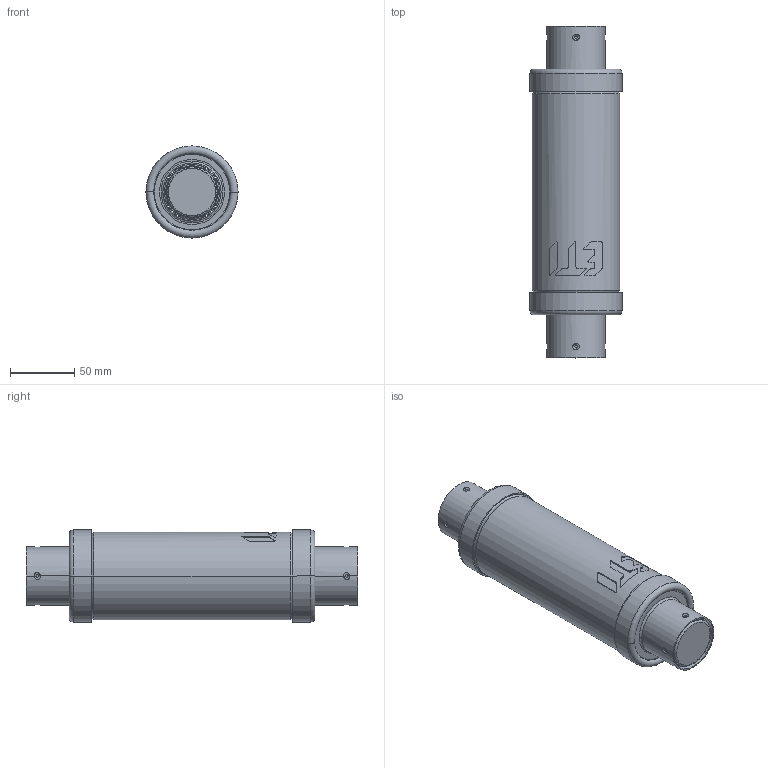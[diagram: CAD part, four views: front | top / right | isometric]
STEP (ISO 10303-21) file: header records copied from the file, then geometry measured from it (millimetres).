
FILE_DESCRIPTION((''),'2;1');
FILE_NAME('68_192_ASM','2021-04-02T',('marketing.praksa'),('Audax d.o.o.'),'CREO PARAMETRIC BY PTC INC, 2017480','CREO PARAMETRIC BY PTC INC, 2017480','');
FILE_SCHEMA(('AUTOMOTIVE_DESIGN { 1 0 10303 214 1 1 1 1 }'));
Length unit declared in the file: millimetre
Products named in the file (9): 0000030782_1_1_1_2; 0000061570_1_1_1_2; 0000061580_1_1_1_2; 0000069054_1_1_1; 0000069054_1_2_1; 0000069054_1_3_1; 0000069054_1_ASM_1_ASM; BASE-68-192; 68_192_ASM
Assembly tree (9 placements, depth 3):
  68_192_ASM
    0000030782_1_1_1_2  x2
    0000061570_1_1_1_2
    0000061580_1_1_1_2
    0000069054_1_ASM_1_ASM
      0000069054_1_1_1
      0000069054_1_2_1
      0000069054_1_3_1
    BASE-68-192
Bounding box: 71.6 x 258 x 71.6 mm (x, y, z)
Volume: 328857.4 mm3; surface area: 129672.8 mm2
Topology: 8 solids, 8 shells, 389 faces, 1020 edges, 668 vertices
Faces by surface type: cylinder 131, bspline 96, plane 90, torus 68, cone 4
Entity records: 19029 total; most frequent: CARTESIAN_POINT 7499, ORIENTED_EDGE 1528, DIRECTION 1332, PRESENTATION_STYLE_ASSIGNMENT 888, STYLED_ITEM 771, CURVE_STYLE 764, EDGE_CURVE 764, AXIS2_PLACEMENT_3D 558
